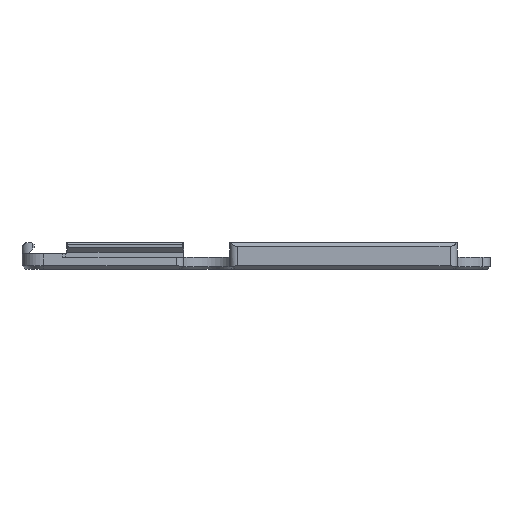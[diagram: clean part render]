
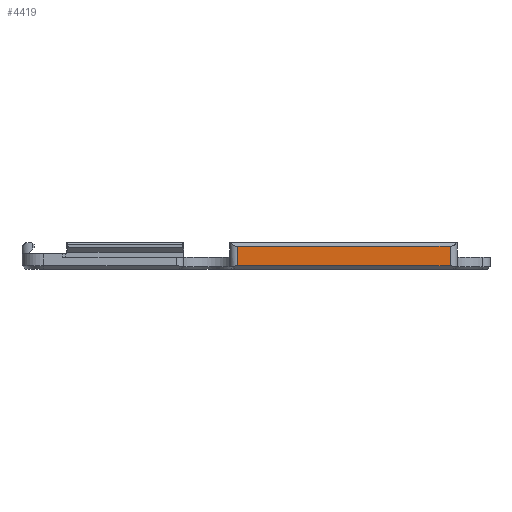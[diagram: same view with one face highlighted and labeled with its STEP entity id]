
A CAD part, left-side view. The second image highlights one B-rep face of the part: STEP entity #4419.
In plain terms, the highlighted planar face has unit normal (-1, 0, 0).
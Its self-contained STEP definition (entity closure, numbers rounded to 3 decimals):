
#87 = CARTESIAN_POINT ( 'NONE',  ( -52., 5.175, 5.6 ) ) ;
#582 = EDGE_CURVE ( 'NONE', #2308, #4173, #2904, .T. ) ;
#604 = DIRECTION ( 'NONE',  ( 0., -1., 0. ) ) ;
#633 = DIRECTION ( 'NONE',  ( 1., 0., 0. ) ) ;
#677 = ORIENTED_EDGE ( 'NONE', *, *, #5417, .T. ) ;
#716 = ORIENTED_EDGE ( 'NONE', *, *, #1113, .T. ) ;
#1055 = LINE ( 'NONE', #4833, #3730 ) ;
#1104 = CARTESIAN_POINT ( 'NONE',  ( -52., -50., 5.6 ) ) ;
#1113 = EDGE_CURVE ( 'NONE', #4173, #2028, #1709, .T. ) ;
#1709 = LINE ( 'NONE', #3653, #2878 ) ;
#1875 = CARTESIAN_POINT ( 'NONE',  ( -52., -39.175, 4.8 ) ) ;
#2028 = VERTEX_POINT ( 'NONE', #1875 ) ;
#2308 = VERTEX_POINT ( 'NONE', #3658 ) ;
#2457 = CARTESIAN_POINT ( 'NONE',  ( -52., -39.175, 0.8 ) ) ;
#2534 = DIRECTION ( 'NONE',  ( 0., 0., -1. ) ) ;
#2817 = VECTOR ( 'NONE', #2534, 1000. ) ;
#2878 = VECTOR ( 'NONE', #4123, 1000. ) ;
#2904 = LINE ( 'NONE', #4793, #3661 ) ;
#3199 = AXIS2_PLACEMENT_3D ( 'NONE', #1104, #633, #4945 ) ;
#3504 = LINE ( 'NONE', #87, #2817 ) ;
#3653 = CARTESIAN_POINT ( 'NONE',  ( -52., -39.175, 5.6 ) ) ;
#3658 = CARTESIAN_POINT ( 'NONE',  ( -52., 5.175, 0.8 ) ) ;
#3661 = VECTOR ( 'NONE', #604, 1000. ) ;
#3696 = VERTEX_POINT ( 'NONE', #5799 ) ;
#3730 = VECTOR ( 'NONE', #4441, 1000. ) ;
#3987 = PLANE ( 'NONE',  #3199 ) ;
#4123 = DIRECTION ( 'NONE',  ( 0., 0., 1. ) ) ;
#4173 = VERTEX_POINT ( 'NONE', #2457 ) ;
#4312 = EDGE_CURVE ( 'NONE', #3696, #2308, #3504, .T. ) ;
#4419 = ADVANCED_FACE ( 'NONE', ( #5453 ), #3987, .F. ) ;
#4441 = DIRECTION ( 'NONE',  ( 0., 1., 0. ) ) ;
#4793 = CARTESIAN_POINT ( 'NONE',  ( -52., -45.5, 0.8 ) ) ;
#4833 = CARTESIAN_POINT ( 'NONE',  ( -52., -50., 4.8 ) ) ;
#4945 = DIRECTION ( 'NONE',  ( 0., 0., -1. ) ) ;
#5417 = EDGE_CURVE ( 'NONE', #2028, #3696, #1055, .T. ) ;
#5453 = FACE_OUTER_BOUND ( 'NONE', #5825, .T. ) ;
#5799 = CARTESIAN_POINT ( 'NONE',  ( -52., 5.175, 4.8 ) ) ;
#5825 = EDGE_LOOP ( 'NONE', ( #5900, #716, #677, #5998 ) ) ;
#5900 = ORIENTED_EDGE ( 'NONE', *, *, #582, .T. ) ;
#5998 = ORIENTED_EDGE ( 'NONE', *, *, #4312, .T. ) ;
